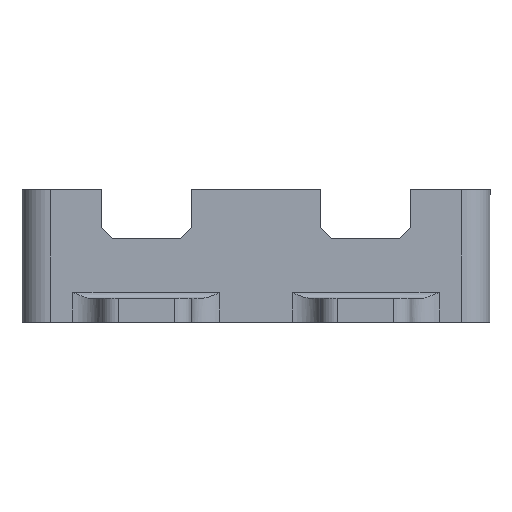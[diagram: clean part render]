
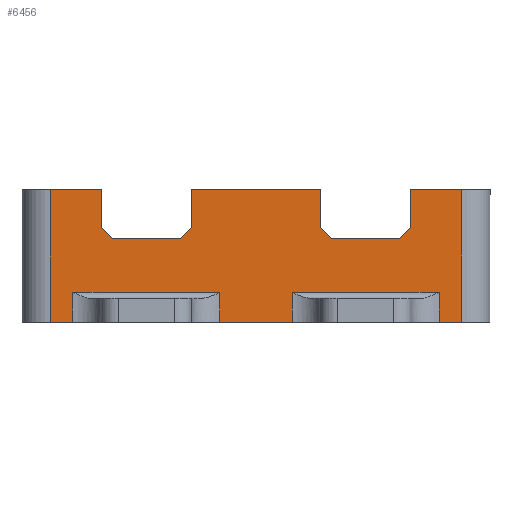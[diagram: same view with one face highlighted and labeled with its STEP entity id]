
A CAD part, front view. The second image highlights one B-rep face of the part: STEP entity #6456.
In plain terms, the highlighted face is planar.
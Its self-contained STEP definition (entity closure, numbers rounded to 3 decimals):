
#252=FACE_OUTER_BOUND('',#574,.T.);
#574=EDGE_LOOP('',(#4403,#4404,#4405,#4406,#4407,#4408,#4409,#4410,#4411,
#4412,#4413,#4414,#4415,#4416,#4417,#4418,#4419,#4420,#4421,#4422,#4423,
#4424,#4425,#4426));
#948=LINE('',#8851,#1814);
#965=LINE('',#8887,#1831);
#1029=LINE('',#9021,#1895);
#1043=LINE('',#9045,#1909);
#1048=LINE('',#9054,#1914);
#1054=LINE('',#9066,#1920);
#1056=LINE('',#9070,#1922);
#1067=LINE('',#9091,#1933);
#1068=LINE('',#9094,#1934);
#1069=LINE('',#9096,#1935);
#1070=LINE('',#9097,#1936);
#1071=LINE('',#9099,#1937);
#1072=LINE('',#9101,#1938);
#1073=LINE('',#9103,#1939);
#1074=LINE('',#9105,#1940);
#1075=LINE('',#9107,#1941);
#1076=LINE('',#9109,#1942);
#1077=LINE('',#9111,#1943);
#1078=LINE('',#9113,#1944);
#1079=LINE('',#9115,#1945);
#1080=LINE('',#9117,#1946);
#1081=LINE('',#9119,#1947);
#1082=LINE('',#9121,#1948);
#1083=LINE('',#9122,#1949);
#1814=VECTOR('',#7178,10.);
#1831=VECTOR('',#7201,10.);
#1895=VECTOR('',#7287,10.);
#1909=VECTOR('',#7307,10.);
#1914=VECTOR('',#7316,10.);
#1920=VECTOR('',#7328,10.);
#1922=VECTOR('',#7332,10.);
#1933=VECTOR('',#7349,10.);
#1934=VECTOR('',#7352,10.);
#1935=VECTOR('',#7353,10.);
#1936=VECTOR('',#7354,10.);
#1937=VECTOR('',#7355,10.);
#1938=VECTOR('',#7356,10.);
#1939=VECTOR('',#7357,10.);
#1940=VECTOR('',#7358,10.);
#1941=VECTOR('',#7359,10.);
#1942=VECTOR('',#7360,10.);
#1943=VECTOR('',#7361,10.);
#1944=VECTOR('',#7362,10.);
#1945=VECTOR('',#7363,10.);
#1946=VECTOR('',#7364,10.);
#1947=VECTOR('',#7365,10.);
#1948=VECTOR('',#7366,10.);
#1949=VECTOR('',#7367,10.);
#2680=VERTEX_POINT('',#8848);
#2681=VERTEX_POINT('',#8850);
#2696=VERTEX_POINT('',#8884);
#2697=VERTEX_POINT('',#8886);
#2756=VERTEX_POINT('',#9020);
#2763=VERTEX_POINT('',#9044);
#2765=VERTEX_POINT('',#9053);
#2768=VERTEX_POINT('',#9065);
#2769=VERTEX_POINT('',#9069);
#2776=VERTEX_POINT('',#9089);
#2777=VERTEX_POINT('',#9093);
#2778=VERTEX_POINT('',#9095);
#2779=VERTEX_POINT('',#9098);
#2780=VERTEX_POINT('',#9100);
#2781=VERTEX_POINT('',#9102);
#2782=VERTEX_POINT('',#9104);
#2783=VERTEX_POINT('',#9106);
#2784=VERTEX_POINT('',#9108);
#2785=VERTEX_POINT('',#9110);
#2786=VERTEX_POINT('',#9112);
#2787=VERTEX_POINT('',#9114);
#2788=VERTEX_POINT('',#9116);
#2789=VERTEX_POINT('',#9118);
#2790=VERTEX_POINT('',#9120);
#3302=EDGE_CURVE('',#2680,#2681,#948,.T.);
#3319=EDGE_CURVE('',#2696,#2697,#965,.T.);
#3383=EDGE_CURVE('',#2681,#2756,#1029,.T.);
#3397=EDGE_CURVE('',#2756,#2763,#1043,.T.);
#3402=EDGE_CURVE('',#2697,#2765,#1048,.T.);
#3408=EDGE_CURVE('',#2768,#2696,#1054,.T.);
#3410=EDGE_CURVE('',#2769,#2763,#1056,.T.);
#3421=EDGE_CURVE('',#2776,#2768,#1067,.T.);
#3422=EDGE_CURVE('',#2680,#2777,#1068,.T.);
#3423=EDGE_CURVE('',#2778,#2777,#1069,.T.);
#3424=EDGE_CURVE('',#2765,#2778,#1070,.T.);
#3425=EDGE_CURVE('',#2776,#2779,#1071,.T.);
#3426=EDGE_CURVE('',#2780,#2779,#1072,.T.);
#3427=EDGE_CURVE('',#2781,#2780,#1073,.T.);
#3428=EDGE_CURVE('',#2782,#2781,#1074,.T.);
#3429=EDGE_CURVE('',#2783,#2782,#1075,.T.);
#3430=EDGE_CURVE('',#2783,#2784,#1076,.T.);
#3431=EDGE_CURVE('',#2784,#2785,#1077,.T.);
#3432=EDGE_CURVE('',#2786,#2785,#1078,.T.);
#3433=EDGE_CURVE('',#2786,#2787,#1079,.T.);
#3434=EDGE_CURVE('',#2787,#2788,#1080,.T.);
#3435=EDGE_CURVE('',#2788,#2789,#1081,.T.);
#3436=EDGE_CURVE('',#2789,#2790,#1082,.T.);
#3437=EDGE_CURVE('',#2769,#2790,#1083,.T.);
#4403=ORIENTED_EDGE('',*,*,#3410,.T.);
#4404=ORIENTED_EDGE('',*,*,#3397,.F.);
#4405=ORIENTED_EDGE('',*,*,#3383,.F.);
#4406=ORIENTED_EDGE('',*,*,#3302,.F.);
#4407=ORIENTED_EDGE('',*,*,#3422,.T.);
#4408=ORIENTED_EDGE('',*,*,#3423,.F.);
#4409=ORIENTED_EDGE('',*,*,#3424,.F.);
#4410=ORIENTED_EDGE('',*,*,#3402,.F.);
#4411=ORIENTED_EDGE('',*,*,#3319,.F.);
#4412=ORIENTED_EDGE('',*,*,#3408,.F.);
#4413=ORIENTED_EDGE('',*,*,#3421,.F.);
#4414=ORIENTED_EDGE('',*,*,#3425,.T.);
#4415=ORIENTED_EDGE('',*,*,#3426,.F.);
#4416=ORIENTED_EDGE('',*,*,#3427,.F.);
#4417=ORIENTED_EDGE('',*,*,#3428,.F.);
#4418=ORIENTED_EDGE('',*,*,#3429,.F.);
#4419=ORIENTED_EDGE('',*,*,#3430,.T.);
#4420=ORIENTED_EDGE('',*,*,#3431,.T.);
#4421=ORIENTED_EDGE('',*,*,#3432,.F.);
#4422=ORIENTED_EDGE('',*,*,#3433,.T.);
#4423=ORIENTED_EDGE('',*,*,#3434,.T.);
#4424=ORIENTED_EDGE('',*,*,#3435,.T.);
#4425=ORIENTED_EDGE('',*,*,#3436,.T.);
#4426=ORIENTED_EDGE('',*,*,#3437,.F.);
#6176=PLANE('',#6794);
#6456=ADVANCED_FACE('',(#252),#6176,.F.);
#6794=AXIS2_PLACEMENT_3D('',#9092,#7350,#7351);
#7178=DIRECTION('',(0.012,-0.707,-0.707));
#7201=DIRECTION('',(0.009,0.,-1.));
#7287=DIRECTION('',(0.009,0.,-1.));
#7307=DIRECTION('',(0.,0.707,-0.707));
#7316=DIRECTION('',(0.,0.707,-0.707));
#7328=DIRECTION('',(0.012,-0.707,-0.707));
#7332=DIRECTION('',(0.009,-1.,0.));
#7349=DIRECTION('',(0.009,-1.,0.));
#7350=DIRECTION('center_axis',(-1.,-0.009,-0.009));
#7351=DIRECTION('ref_axis',(-0.009,0.,1.));
#7352=DIRECTION('',(-0.009,1.,0.));
#7353=DIRECTION('',(0.009,0.,-1.));
#7354=DIRECTION('',(-0.009,1.,0.));
#7355=DIRECTION('',(-0.009,0.,1.));
#7356=DIRECTION('',(-0.009,1.,0.));
#7357=DIRECTION('',(-0.009,0.,1.));
#7358=DIRECTION('',(0.009,-1.,0.));
#7359=DIRECTION('',(-0.009,0.,1.));
#7360=DIRECTION('',(0.009,-1.,0.));
#7361=DIRECTION('',(0.009,0.,-1.));
#7362=DIRECTION('',(0.009,-1.,0.));
#7363=DIRECTION('',(0.009,0.,-1.));
#7364=DIRECTION('',(0.009,-1.,0.));
#7365=DIRECTION('',(0.009,0.,-1.));
#7366=DIRECTION('',(-0.009,1.,0.));
#7367=DIRECTION('',(0.009,0.,-1.));
#8848=CARTESIAN_POINT('',(27.322,-91.293,-7.087));
#8850=CARTESIAN_POINT('',(27.357,-93.292,-9.086));
#8851=CARTESIAN_POINT('',(27.229,-85.968,-1.762));
#8884=CARTESIAN_POINT('',(27.018,-93.292,29.712));
#8886=CARTESIAN_POINT('',(27.123,-93.292,17.713));
#8887=CARTESIAN_POINT('',(27.001,-93.292,31.712));
#9020=CARTESIAN_POINT('',(27.462,-93.292,-21.086));
#9021=CARTESIAN_POINT('',(27.479,-93.292,-23.086));
#9044=CARTESIAN_POINT('',(27.462,-91.293,-23.086));
#9045=CARTESIAN_POINT('',(27.462,-104.393,-9.985));
#9053=CARTESIAN_POINT('',(27.123,-91.293,15.712));
#9054=CARTESIAN_POINT('',(27.123,-94.693,19.113));
#9065=CARTESIAN_POINT('',(26.984,-91.293,31.712));
#9066=CARTESIAN_POINT('',(27.06,-95.667,27.337));
#9069=CARTESIAN_POINT('',(27.403,-84.593,-23.087));
#9070=CARTESIAN_POINT('',(27.564,-102.968,-23.085));
#9089=CARTESIAN_POINT('',(26.925,-84.593,31.711));
#9091=CARTESIAN_POINT('',(27.085,-102.968,31.713));
#9092=CARTESIAN_POINT('Origin',(27.119,-96.844,21.764));
#9093=CARTESIAN_POINT('',(27.264,-84.593,-7.087));
#9094=CARTESIAN_POINT('',(27.424,-102.968,-7.086));
#9095=CARTESIAN_POINT('',(27.065,-84.593,15.712));
#9096=CARTESIAN_POINT('',(27.589,-84.593,-44.363));
#9097=CARTESIAN_POINT('',(27.225,-102.968,15.713));
#9098=CARTESIAN_POINT('',(26.847,-84.593,40.711));
#9099=CARTESIAN_POINT('',(26.739,-84.593,52.988));
#9100=CARTESIAN_POINT('',(27.052,-108.092,40.713));
#9101=CARTESIAN_POINT('',(26.955,-96.968,40.712));
#9102=CARTESIAN_POINT('',(27.087,-108.092,36.713));
#9103=CARTESIAN_POINT('',(27.099,-108.092,35.239));
#9104=CARTESIAN_POINT('',(27.04,-102.792,36.713));
#9105=CARTESIAN_POINT('',(27.053,-104.292,36.713));
#9106=CARTESIAN_POINT('',(27.267,-102.792,10.713));
#9107=CARTESIAN_POINT('',(27.083,-102.792,31.838));
#9108=CARTESIAN_POINT('',(27.313,-108.092,10.714));
#9109=CARTESIAN_POINT('',(27.28,-104.292,10.714));
#9110=CARTESIAN_POINT('',(27.425,-108.092,-2.086));
#9111=CARTESIAN_POINT('',(27.639,-108.092,-26.61));
#9112=CARTESIAN_POINT('',(27.379,-102.792,-2.086));
#9113=CARTESIAN_POINT('',(27.392,-104.292,-2.086));
#9114=CARTESIAN_POINT('',(27.606,-102.792,-28.085));
#9115=CARTESIAN_POINT('',(27.563,-102.792,-23.211));
#9116=CARTESIAN_POINT('',(27.652,-108.092,-28.085));
#9117=CARTESIAN_POINT('',(27.619,-104.292,-28.085));
#9118=CARTESIAN_POINT('',(27.687,-108.092,-32.084));
#9119=CARTESIAN_POINT('',(27.639,-108.092,-26.61));
#9120=CARTESIAN_POINT('',(27.482,-84.593,-32.086));
#9121=CARTESIAN_POINT('',(27.59,-96.968,-32.085));
#9122=CARTESIAN_POINT('',(27.589,-84.593,-44.363));
